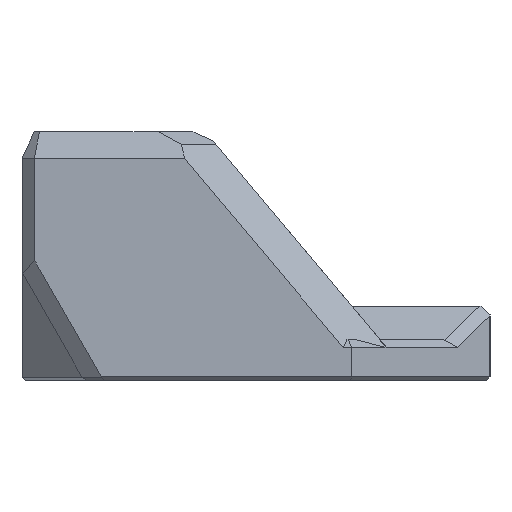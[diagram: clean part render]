
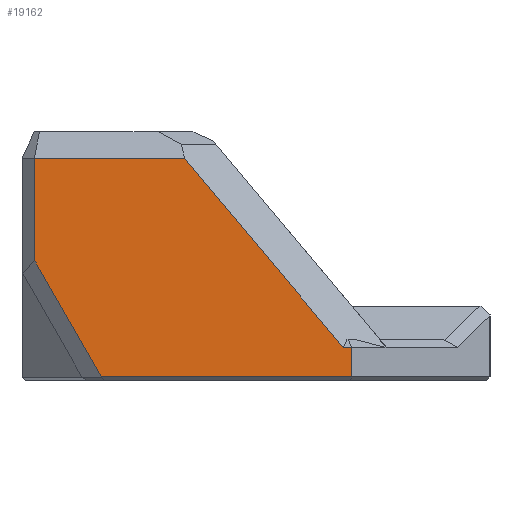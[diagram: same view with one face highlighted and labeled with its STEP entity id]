
A CAD part, left-side view. The second image highlights one B-rep face of the part: STEP entity #19162.
In plain terms, the highlighted planar face has unit normal (-1, 0, 0).
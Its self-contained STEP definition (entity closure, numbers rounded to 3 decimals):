
#540=PLANE('',#19996);
#1206=FACE_OUTER_BOUND('',#2324,.T.);
#2324=EDGE_LOOP('',(#14511,#14512,#14513,#14514,#14515,#14516,#14517));
#3595=LINE('',#30893,#5161);
#3623=LINE('',#30951,#5189);
#3625=LINE('',#30955,#5191);
#3626=LINE('',#30957,#5192);
#3627=LINE('',#30959,#5193);
#3628=LINE('',#30961,#5194);
#3629=LINE('',#30962,#5195);
#5161=VECTOR('',#21346,10.);
#5189=VECTOR('',#21396,10.);
#5191=VECTOR('',#21400,10.);
#5192=VECTOR('',#21401,10.);
#5193=VECTOR('',#21402,10.);
#5194=VECTOR('',#21403,10.);
#5195=VECTOR('',#21404,10.);
#8140=VERTEX_POINT('',#30890);
#8141=VERTEX_POINT('',#30892);
#8160=VERTEX_POINT('',#30950);
#8161=VERTEX_POINT('',#30954);
#8162=VERTEX_POINT('',#30956);
#8163=VERTEX_POINT('',#30958);
#8164=VERTEX_POINT('',#30960);
#10421=EDGE_CURVE('',#8140,#8141,#3595,.T.);
#10450=EDGE_CURVE('',#8141,#8160,#3623,.T.);
#10452=EDGE_CURVE('',#8140,#8161,#3625,.T.);
#10453=EDGE_CURVE('',#8162,#8161,#3626,.T.);
#10454=EDGE_CURVE('',#8163,#8162,#3627,.T.);
#10455=EDGE_CURVE('',#8164,#8163,#3628,.T.);
#10456=EDGE_CURVE('',#8160,#8164,#3629,.T.);
#14511=ORIENTED_EDGE('',*,*,#10421,.F.);
#14512=ORIENTED_EDGE('',*,*,#10452,.T.);
#14513=ORIENTED_EDGE('',*,*,#10453,.F.);
#14514=ORIENTED_EDGE('',*,*,#10454,.F.);
#14515=ORIENTED_EDGE('',*,*,#10455,.F.);
#14516=ORIENTED_EDGE('',*,*,#10456,.F.);
#14517=ORIENTED_EDGE('',*,*,#10450,.F.);
#19162=ADVANCED_FACE('',(#1206),#540,.T.);
#19996=AXIS2_PLACEMENT_3D('',#30953,#21398,#21399);
#21346=DIRECTION('',(0.,1.,0.));
#21396=DIRECTION('',(0.,0.497,0.868));
#21398=DIRECTION('center_axis',(-1.,0.,0.));
#21399=DIRECTION('ref_axis',(0.,-1.,0.));
#21400=DIRECTION('',(0.,0.,1.));
#21401=DIRECTION('',(0.,-1.,0.));
#21402=DIRECTION('',(0.,-0.643,-0.766));
#21403=DIRECTION('',(0.,-1.,0.));
#21404=DIRECTION('',(0.,0.,1.));
#30890=CARTESIAN_POINT('',(-75.07,-10.,0.4));
#30892=CARTESIAN_POINT('',(-75.07,20.376,0.4));
#30893=CARTESIAN_POINT('',(-75.07,15.8,0.4));
#30950=CARTESIAN_POINT('',(-75.07,28.5,14.593));
#30951=CARTESIAN_POINT('',(-75.07,19.179,-1.691));
#30953=CARTESIAN_POINT('Origin',(-75.07,30.,0.));
#30954=CARTESIAN_POINT('',(-75.07,-10.,4.));
#30955=CARTESIAN_POINT('',(-75.07,-10.,0.));
#30956=CARTESIAN_POINT('',(-75.07,-8.974,4.));
#30957=CARTESIAN_POINT('',(-75.07,5.8,4.));
#30958=CARTESIAN_POINT('',(-75.07,10.269,26.933));
#30959=CARTESIAN_POINT('',(-75.07,-3.781,10.189));
#30960=CARTESIAN_POINT('',(-75.07,28.5,26.933));
#30961=CARTESIAN_POINT('',(-75.07,20.,26.933));
#30962=CARTESIAN_POINT('',(-75.07,28.5,0.));
